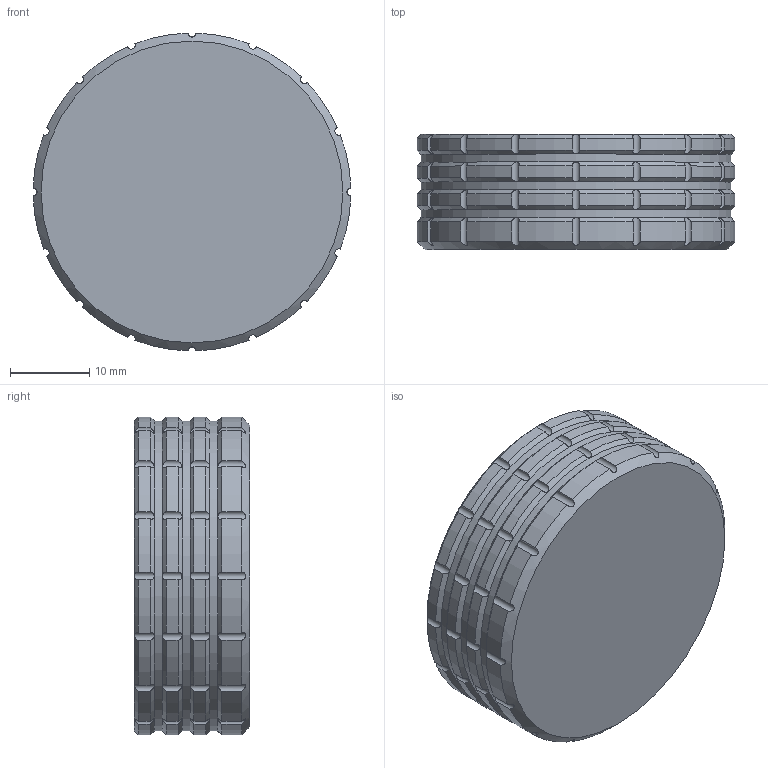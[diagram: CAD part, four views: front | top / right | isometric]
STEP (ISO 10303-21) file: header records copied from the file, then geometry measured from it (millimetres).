
FILE_DESCRIPTION(/* description */ (''),/* implementation_level */ '2;1');
FILE_NAME(/* name */ 'Wheel v3.step',/* time_stamp */ '2024-02-21T18:13:36-06:00',/* author */ (''),/* organization */ (''),/* preprocessor_version */ 'ST-DEVELOPER v20',/* originating_system */ 'Autodesk Translation Framework v12.20.1.177',/* authorisation */ '');
FILE_SCHEMA (('AUTOMOTIVE_DESIGN { 1 0 10303 214 3 1 1 }'));
Length unit declared in the file: millimetre
Products named in the file (1): Rueda
Bounding box: 39.99 x 14.5 x 39.99 mm (x, y, z)
Volume: 7941 mm3; surface area: 6417.4 mm2
Topology: 1 solids, 1 shells, 254 faces, 629 edges, 380 vertices
Faces by surface type: cylinder 134, cone 113, plane 7
Full cylindrical faces by diameter (mm): 6.2 x1, 12.2 x1, 34 x1, 39 x3
Entity records: 9945 total; most frequent: CARTESIAN_POINT 4193, ORIENTED_EDGE 1258, DIRECTION 1147, EDGE_CURVE 629, AXIS2_PLACEMENT_3D 504, VERTEX_POINT 380, EDGE_LOOP 257, FACE_OUTER_BOUND 254
